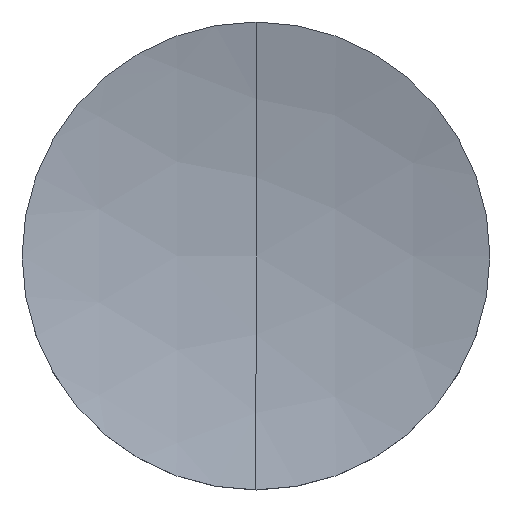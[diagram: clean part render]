
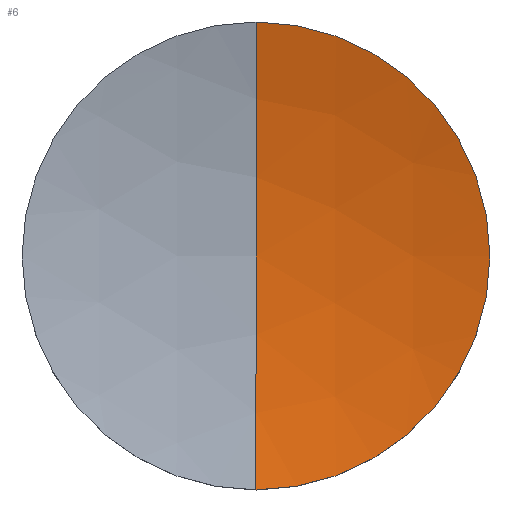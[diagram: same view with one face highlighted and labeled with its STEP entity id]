
A CAD part, top view. The second image highlights one B-rep face of the part: STEP entity #6.
In plain terms, the highlighted spherical face has radius 50.663 mm.
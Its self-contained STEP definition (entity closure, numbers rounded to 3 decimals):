
#3 = EDGE_LOOP ( 'NONE', ( #31, #39, #35 ) ) ;
#6 = ADVANCED_FACE ( 'NONE', ( #79 ), #56, .F. ) ;
#9 = VERTEX_POINT ( 'NONE', #57 ) ;
#14 = VERTEX_POINT ( 'NONE', #82 ) ;
#22 = EDGE_CURVE ( 'NONE', #14, #9, #63, .T. ) ;
#31 = ORIENTED_EDGE ( 'NONE', *, *, #40, .F. ) ;
#35 = ORIENTED_EDGE ( 'NONE', *, *, #22, .T. ) ;
#39 = ORIENTED_EDGE ( 'NONE', *, *, #41, .T. ) ;
#40 = EDGE_CURVE ( 'NONE', #42, #9, #122, .T. ) ;
#41 = EDGE_CURVE ( 'NONE', #42, #14, #156, .T. ) ;
#42 = VERTEX_POINT ( 'NONE', #157 ) ;
#56 = SPHERICAL_SURFACE ( 'NONE', #59, 50.663 ) ;
#57 = CARTESIAN_POINT ( 'NONE',  ( 0., 12.7, 3.618 ) ) ;
#58 = DIRECTION ( 'NONE',  ( 0., 1., 0. ) ) ;
#59 = AXIS2_PLACEMENT_3D ( 'NONE', #103, #60, #58 ) ;
#60 = DIRECTION ( 'NONE',  ( -1., 0., 0. ) ) ;
#61 = CARTESIAN_POINT ( 'NONE',  ( 0., 0., 3.618 ) ) ;
#62 = AXIS2_PLACEMENT_3D ( 'NONE', #61, #96, #95 ) ;
#63 = CIRCLE ( 'NONE', #62, 12.7 ) ;
#79 = FACE_OUTER_BOUND ( 'NONE', #3, .T. ) ;
#82 = CARTESIAN_POINT ( 'NONE',  ( 0., -12.7, 3.618 ) ) ;
#95 = DIRECTION ( 'NONE',  ( 0., -1., 0. ) ) ;
#96 = DIRECTION ( 'NONE',  ( 0., 0., 1. ) ) ;
#103 = CARTESIAN_POINT ( 'NONE',  ( 0., 0., 52.663 ) ) ;
#121 = AXIS2_PLACEMENT_3D ( 'NONE', #227, #226, #225 ) ;
#122 = CIRCLE ( 'NONE', #121, 50.663 ) ;
#123 = DIRECTION ( 'NONE',  ( 0., -1., 0. ) ) ;
#124 = DIRECTION ( 'NONE',  ( -1., 0., 0. ) ) ;
#156 = CIRCLE ( 'NONE', #224, 50.663 ) ;
#157 = CARTESIAN_POINT ( 'NONE',  ( 0., 0., 2. ) ) ;
#188 = CARTESIAN_POINT ( 'NONE',  ( 0., 0., 52.663 ) ) ;
#224 = AXIS2_PLACEMENT_3D ( 'NONE', #188, #124, #123 ) ;
#225 = DIRECTION ( 'NONE',  ( 0., 0., -1. ) ) ;
#226 = DIRECTION ( 'NONE',  ( 1., 0., 0. ) ) ;
#227 = CARTESIAN_POINT ( 'NONE',  ( 0., 0., 52.663 ) ) ;
